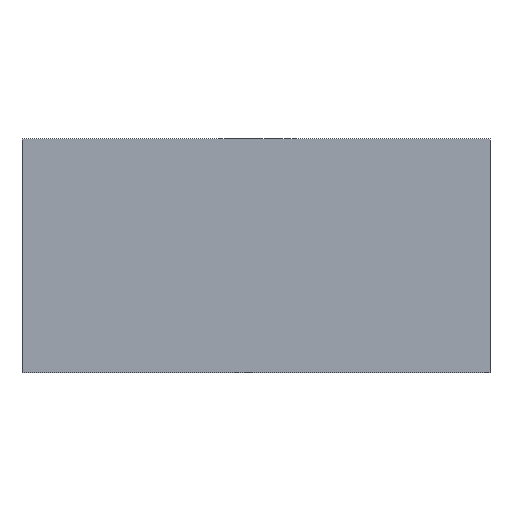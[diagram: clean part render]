
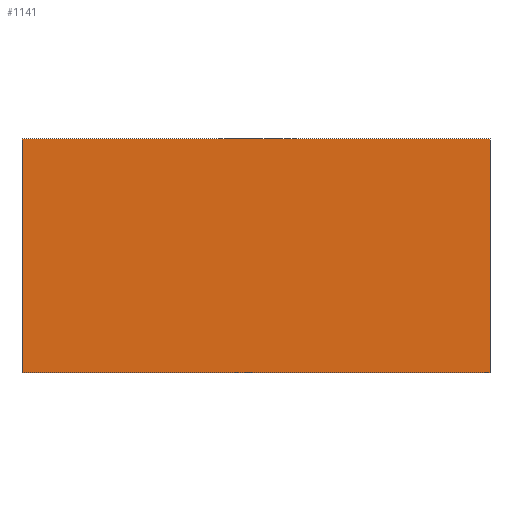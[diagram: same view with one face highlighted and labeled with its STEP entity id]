
A CAD part, front view. The second image highlights one B-rep face of the part: STEP entity #1141.
In plain terms, the highlighted planar face has unit normal (0, -1, 0).
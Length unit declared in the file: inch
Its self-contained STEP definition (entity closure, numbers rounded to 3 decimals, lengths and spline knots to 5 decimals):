
#851=CARTESIAN_POINT('',(0.375,-2.375,0.75));
#852=VERTEX_POINT('',#851);
#869=CARTESIAN_POINT('',(-1.125,-2.375,0.75));
#870=VERTEX_POINT('',#869);
#877=CARTESIAN_POINT('',(-1.125,-2.375,0.75));
#878=DIRECTION('',(1.0,0.0,0.0));
#879=VECTOR('',#878,1.5);
#880=LINE('',#877,#879);
#881=EDGE_CURVE('',#870,#852,#880,.T.);
#1070=CARTESIAN_POINT('',(0.375,-2.375,0.));
#1071=VERTEX_POINT('',#1070);
#1078=CARTESIAN_POINT('',(-1.125,-2.375,0.0));
#1079=VERTEX_POINT('',#1078);
#1080=CARTESIAN_POINT('',(-1.125,-2.375,0.0));
#1081=DIRECTION('',(1.0,0.0,0.0));
#1082=VECTOR('',#1081,1.5);
#1083=LINE('',#1080,#1082);
#1084=EDGE_CURVE('',#1079,#1071,#1083,.T.);
#1120=CARTESIAN_POINT('',(-1.125,-2.375,0.0));
#1121=DIRECTION('',(0.0,-1.0,0.0));
#1122=DIRECTION('',(0.0,0.0,-1.0));
#1123=AXIS2_PLACEMENT_3D('',#1120,#1121,#1122);
#1124=PLANE('',#1123);
#1125=CARTESIAN_POINT('',(0.375,-2.375,0.));
#1126=DIRECTION('',(0.0,0.0,1.0));
#1127=VECTOR('',#1126,0.75);
#1128=LINE('',#1125,#1127);
#1129=EDGE_CURVE('',#1071,#852,#1128,.T.);
#1130=ORIENTED_EDGE('',*,*,#1129,.T.);
#1131=ORIENTED_EDGE('',*,*,#881,.F.);
#1132=CARTESIAN_POINT('',(-1.125,-2.375,0.75));
#1133=DIRECTION('',(0.0,0.0,-1.0));
#1134=VECTOR('',#1133,0.75);
#1135=LINE('',#1132,#1134);
#1136=EDGE_CURVE('',#870,#1079,#1135,.T.);
#1137=ORIENTED_EDGE('',*,*,#1136,.T.);
#1138=ORIENTED_EDGE('',*,*,#1084,.T.);
#1139=EDGE_LOOP('',(#1130,#1131,#1137,#1138));
#1140=FACE_OUTER_BOUND('',#1139,.T.);
#1141=ADVANCED_FACE('',(#1140),#1124,.T.);
